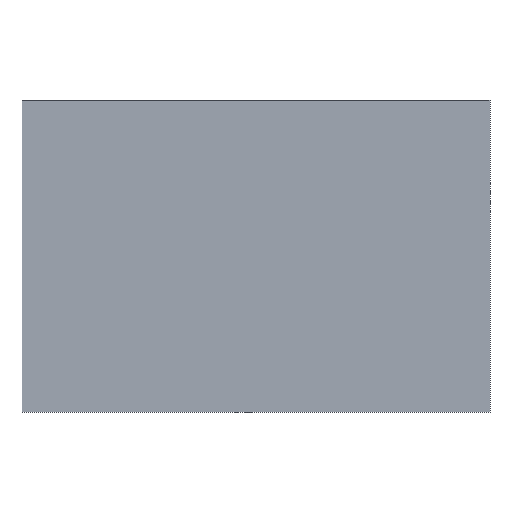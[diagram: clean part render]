
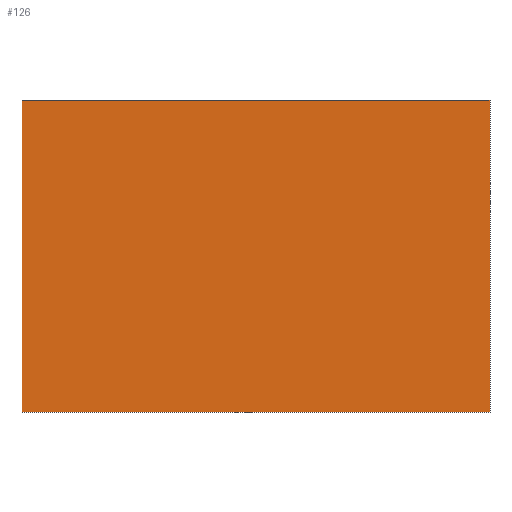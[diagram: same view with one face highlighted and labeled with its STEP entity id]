
A CAD part, front view. The second image highlights one B-rep face of the part: STEP entity #126.
In plain terms, the highlighted planar face has unit normal (0, -1, 0).
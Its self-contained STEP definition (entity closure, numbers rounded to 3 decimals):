
#6 = CARTESIAN_POINT ( 'NONE',  ( 1522., 0., 2022. ) ) ;
#13 = CARTESIAN_POINT ( 'NONE',  ( 22., 0., 22. ) ) ;
#16 = CARTESIAN_POINT ( 'NONE',  ( 21.99, 0., 21.99 ) ) ;
#24 = VERTEX_POINT ( 'NONE', #141 ) ;
#34 = VECTOR ( 'NONE', #44, 1000. ) ;
#36 = FACE_OUTER_BOUND ( 'NONE', #54, .T. ) ;
#39 = CARTESIAN_POINT ( 'NONE',  ( 22., 0., 1022. ) ) ;
#44 = DIRECTION ( 'NONE',  ( 0., 0., 1. ) ) ;
#54 = EDGE_LOOP ( 'NONE', ( #163, #139, #200, #68 ) ) ;
#60 = EDGE_CURVE ( 'NONE', #125, #24, #176, .T. ) ;
#66 = DIRECTION ( 'NONE',  ( 0., -1., 0. ) ) ;
#68 = ORIENTED_EDGE ( 'NONE', *, *, #177, .F. ) ;
#73 = VECTOR ( 'NONE', #182, 1000. ) ;
#78 = DIRECTION ( 'NONE',  ( 1., 0., 0. ) ) ;
#89 = VERTEX_POINT ( 'NONE', #13 ) ;
#93 = EDGE_CURVE ( 'NONE', #89, #125, #192, .T. ) ;
#101 = CARTESIAN_POINT ( 'NONE',  ( 3022., 0., 22. ) ) ;
#110 = VECTOR ( 'NONE', #78, 1000. ) ;
#122 = VECTOR ( 'NONE', #226, 1000. ) ;
#125 = VERTEX_POINT ( 'NONE', #101 ) ;
#126 = ADVANCED_FACE ( 'NONE', ( #36 ), #128, .T. ) ;
#128 = PLANE ( 'NONE',  #203 ) ;
#139 = ORIENTED_EDGE ( 'NONE', *, *, #60, .T. ) ;
#141 = CARTESIAN_POINT ( 'NONE',  ( 3022., 0., 2022. ) ) ;
#145 = DIRECTION ( 'NONE',  ( 1., 0., 0. ) ) ;
#162 = EDGE_CURVE ( 'NONE', #24, #232, #229, .T. ) ;
#163 = ORIENTED_EDGE ( 'NONE', *, *, #93, .T. ) ;
#176 = LINE ( 'NONE', #237, #73 ) ;
#177 = EDGE_CURVE ( 'NONE', #89, #232, #219, .T. ) ;
#182 = DIRECTION ( 'NONE',  ( 0., 0., 1. ) ) ;
#192 = LINE ( 'NONE', #194, #110 ) ;
#194 = CARTESIAN_POINT ( 'NONE',  ( 1522., 0., 22. ) ) ;
#200 = ORIENTED_EDGE ( 'NONE', *, *, #162, .T. ) ;
#203 = AXIS2_PLACEMENT_3D ( 'NONE', #16, #66, #145 ) ;
#219 = LINE ( 'NONE', #39, #34 ) ;
#222 = CARTESIAN_POINT ( 'NONE',  ( 22., 0., 2022. ) ) ;
#226 = DIRECTION ( 'NONE',  ( -1., 0., 0. ) ) ;
#229 = LINE ( 'NONE', #6, #122 ) ;
#232 = VERTEX_POINT ( 'NONE', #222 ) ;
#237 = CARTESIAN_POINT ( 'NONE',  ( 3022., 0., 1022. ) ) ;
